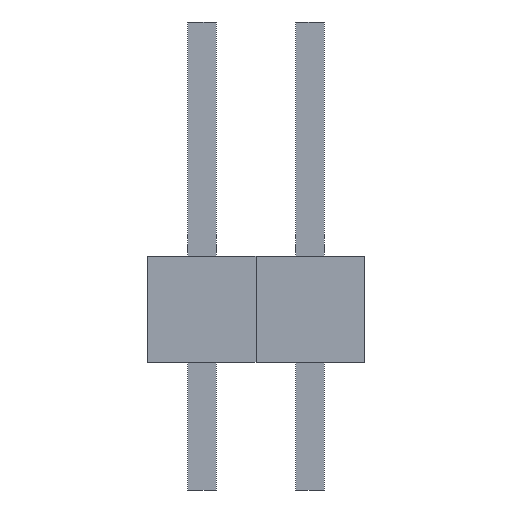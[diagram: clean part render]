
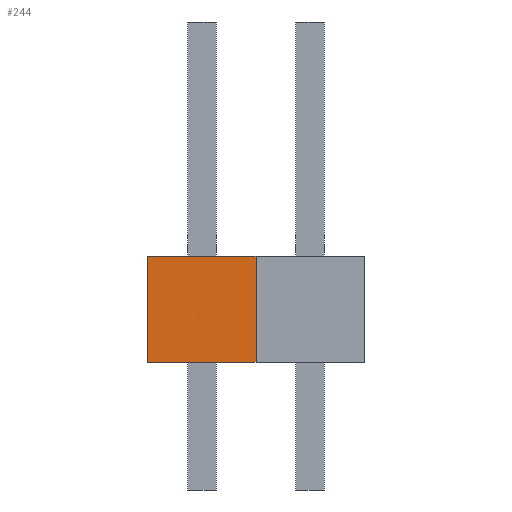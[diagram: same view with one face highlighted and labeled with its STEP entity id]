
A CAD part, front view. The second image highlights one B-rep face of the part: STEP entity #244.
In plain terms, the highlighted planar face has unit normal (0, -1, 0).
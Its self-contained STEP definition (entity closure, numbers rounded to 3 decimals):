
#13=DIRECTION('',(0.,0.,1.));
#14=DIRECTION('',(1.,0.,0.));
#195=EDGE_CURVE('',#196,#198,#200,.T.);
#196=VERTEX_POINT('',#197);
#197=CARTESIAN_POINT('',(-1.27,-1.271,0.));
#198=VERTEX_POINT('',#199);
#199=CARTESIAN_POINT('',(-1.27,-1.271,2.5));
#200=LINE('',#197,#201);
#201=VECTOR('',#13,1.);
#208=DIRECTION('',(0.,1.,0.));
#222=ORIENTED_EDGE('',*,*,#223,.F.);
#223=EDGE_CURVE('',#224,#226,#228,.T.);
#224=VERTEX_POINT('',#225);
#225=CARTESIAN_POINT('',(1.27,-1.271,0.));
#226=VERTEX_POINT('',#227);
#227=CARTESIAN_POINT('',(1.27,-1.271,2.5));
#228=LINE('',#225,#201);
#244=ADVANCED_FACE('',(#245),#255,.F.);
#245=FACE_BOUND('',#246,.F.);
#246=EDGE_LOOP('',(#247,#251,#252,#222));
#247=ORIENTED_EDGE('',*,*,#248,.F.);
#248=EDGE_CURVE('',#196,#224,#249,.T.);
#249=LINE('',#197,#250);
#250=VECTOR('',#14,1.);
#251=ORIENTED_EDGE('',*,*,#195,.T.);
#252=ORIENTED_EDGE('',*,*,#253,.T.);
#253=EDGE_CURVE('',#198,#226,#254,.T.);
#254=LINE('',#199,#250);
#255=PLANE('',#256);
#256=AXIS2_PLACEMENT_3D('',#197,#208,#13);
